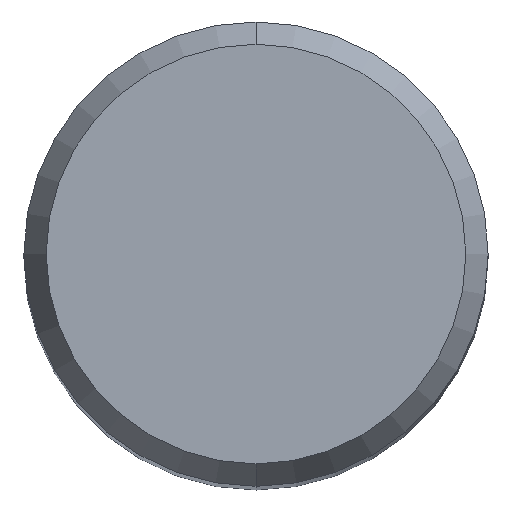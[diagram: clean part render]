
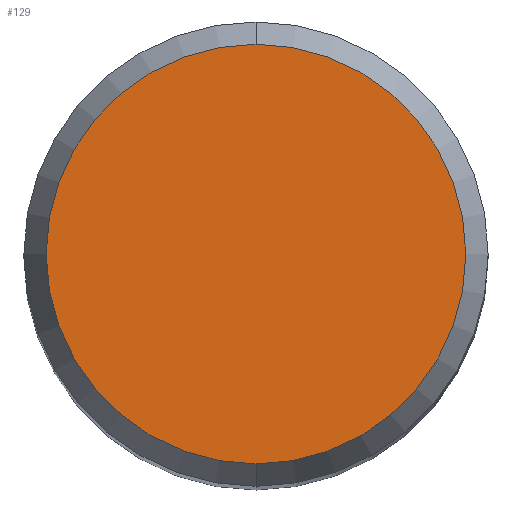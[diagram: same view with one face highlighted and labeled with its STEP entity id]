
A CAD part, top view. The second image highlights one B-rep face of the part: STEP entity #129.
In plain terms, the highlighted planar face has unit normal (0, 0, 1).
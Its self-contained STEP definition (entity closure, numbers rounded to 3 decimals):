
#93=VERTEX_POINT('',#220);
#129=ADVANCED_FACE('',(#263),#264,.T.);
#133=EDGE_CURVE('',#93,#187,#268,.T.);
#187=VERTEX_POINT('',#327);
#191=EDGE_CURVE('',#187,#93,#332,.T.);
#220=CARTESIAN_POINT('',(0.,-4.304,0.01));
#263=FACE_OUTER_BOUND('',#409,.T.);
#264=PLANE('',#410);
#268=CIRCLE('',#416,4.304);
#327=CARTESIAN_POINT('',(0.0,4.304,0.01));
#332=CIRCLE('',#495,4.304);
#409=EDGE_LOOP('',(#572,#573));
#410=AXIS2_PLACEMENT_3D('',#574,#575,#576);
#416=AXIS2_PLACEMENT_3D('',#580,#581,#582);
#495=AXIS2_PLACEMENT_3D('',#655,#656,#657);
#572=ORIENTED_EDGE('',*,*,#191,.F.);
#573=ORIENTED_EDGE('',*,*,#133,.F.);
#574=CARTESIAN_POINT('',(0.0,2.152,0.01));
#575=DIRECTION('',(-0.0,0.0,1.0));
#576=DIRECTION('',(0.0,-1.0,0.0));
#580=CARTESIAN_POINT('',(0.0,0.0,0.01));
#581=DIRECTION('',(0.0,0.0,-1.0));
#582=DIRECTION('',(0.0,1.0,0.0));
#655=CARTESIAN_POINT('',(0.0,0.0,0.01));
#656=DIRECTION('',(0.0,0.0,-1.0));
#657=DIRECTION('',(0.0,1.0,0.0));
